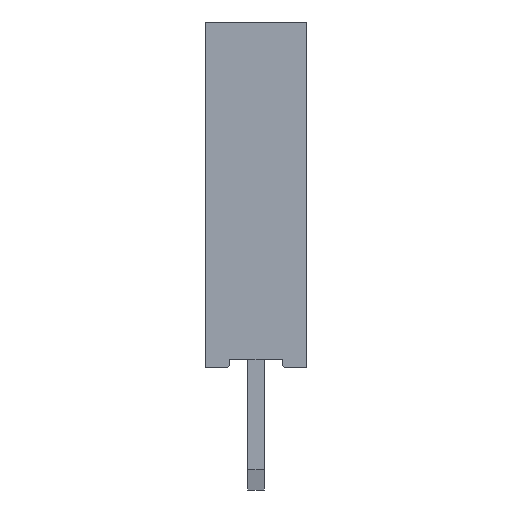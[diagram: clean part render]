
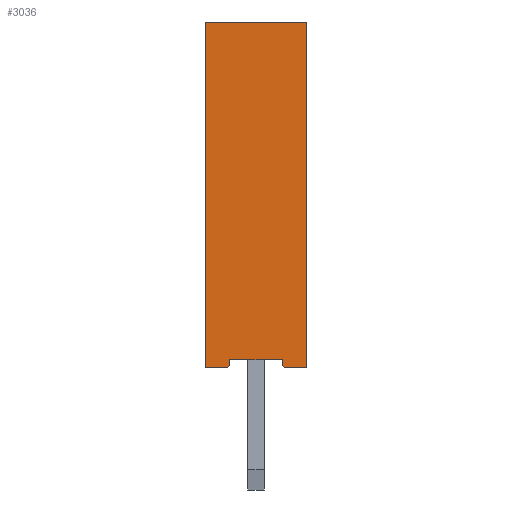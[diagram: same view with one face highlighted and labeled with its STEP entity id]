
A CAD part, front view. The second image highlights one B-rep face of the part: STEP entity #3036.
In plain terms, the highlighted planar face has unit normal (0, -1, 0).
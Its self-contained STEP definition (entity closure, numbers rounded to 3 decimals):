
#1032 = VERTEX_POINT('',#1033);
#1033 = CARTESIAN_POINT('',(-1.25,-64.77,0.));
#1039 = EDGE_CURVE('',#1040,#1032,#1042,.T.);
#1040 = VERTEX_POINT('',#1041);
#1041 = CARTESIAN_POINT('',(-0.75,-64.77,0.));
#1042 = LINE('',#1043,#1044);
#1043 = CARTESIAN_POINT('',(1.25,-64.77,0.));
#1044 = VECTOR('',#1045,1.);
#1045 = DIRECTION('',(-1.,0.,0.));
#1063 = EDGE_CURVE('',#1064,#1040,#1066,.T.);
#1064 = VERTEX_POINT('',#1065);
#1065 = CARTESIAN_POINT('',(-0.65,-64.77,0.1));
#1066 = CIRCLE('',#1067,0.1);
#1067 = AXIS2_PLACEMENT_3D('',#1068,#1069,#1070);
#1068 = CARTESIAN_POINT('',(-0.75,-64.77,0.1));
#1069 = DIRECTION('',(-0.,1.,0.));
#1070 = DIRECTION('',(1.,0.,0.));
#1088 = VERTEX_POINT('',#1089);
#1089 = CARTESIAN_POINT('',(-0.65,-64.77,0.2));
#1095 = EDGE_CURVE('',#1064,#1088,#1096,.T.);
#1096 = LINE('',#1097,#1098);
#1097 = CARTESIAN_POINT('',(-0.65,-64.77,0.1));
#1098 = VECTOR('',#1099,1.);
#1099 = DIRECTION('',(0.,0.,1.));
#1112 = VERTEX_POINT('',#1113);
#1113 = CARTESIAN_POINT('',(0.65,-64.77,0.2));
#1119 = EDGE_CURVE('',#1088,#1112,#1120,.T.);
#1120 = LINE('',#1121,#1122);
#1121 = CARTESIAN_POINT('',(0.95,-64.77,0.2));
#1122 = VECTOR('',#1123,1.);
#1123 = DIRECTION('',(1.,0.,0.));
#2020 = VERTEX_POINT('',#2021);
#2021 = CARTESIAN_POINT('',(0.65,-64.77,0.1));
#2027 = EDGE_CURVE('',#1112,#2020,#2028,.T.);
#2028 = LINE('',#2029,#2030);
#2029 = CARTESIAN_POINT('',(0.65,-64.77,0.05));
#2030 = VECTOR('',#2031,1.);
#2031 = DIRECTION('',(-0.,-0.,-1.));
#2044 = EDGE_CURVE('',#2045,#2020,#2047,.T.);
#2045 = VERTEX_POINT('',#2046);
#2046 = CARTESIAN_POINT('',(0.75,-64.77,0.));
#2047 = CIRCLE('',#2048,0.1);
#2048 = AXIS2_PLACEMENT_3D('',#2049,#2050,#2051);
#2049 = CARTESIAN_POINT('',(0.75,-64.77,0.1));
#2050 = DIRECTION('',(-0.,1.,0.));
#2051 = DIRECTION('',(1.,0.,0.));
#2069 = EDGE_CURVE('',#2070,#2045,#2072,.T.);
#2070 = VERTEX_POINT('',#2071);
#2071 = CARTESIAN_POINT('',(1.25,-64.77,0.));
#2072 = LINE('',#2073,#2074);
#2073 = CARTESIAN_POINT('',(1.25,-64.77,0.));
#2074 = VECTOR('',#2075,1.);
#2075 = DIRECTION('',(-1.,0.,0.));
#2093 = VERTEX_POINT('',#2094);
#2094 = CARTESIAN_POINT('',(1.25,-64.77,8.5));
#2100 = EDGE_CURVE('',#2070,#2093,#2101,.T.);
#2101 = LINE('',#2102,#2103);
#2102 = CARTESIAN_POINT('',(1.25,-64.77,0.));
#2103 = VECTOR('',#2104,1.);
#2104 = DIRECTION('',(0.,0.,1.));
#2117 = VERTEX_POINT('',#2118);
#2118 = CARTESIAN_POINT('',(-1.25,-64.77,8.5));
#2124 = EDGE_CURVE('',#2093,#2117,#2125,.T.);
#2125 = LINE('',#2126,#2127);
#2126 = CARTESIAN_POINT('',(1.25,-64.77,8.5));
#2127 = VECTOR('',#2128,1.);
#2128 = DIRECTION('',(-1.,0.,0.));
#3023 = EDGE_CURVE('',#1032,#2117,#3024,.T.);
#3024 = LINE('',#3025,#3026);
#3025 = CARTESIAN_POINT('',(-1.25,-64.77,0.));
#3026 = VECTOR('',#3027,1.);
#3027 = DIRECTION('',(0.,0.,1.));
#3036 = ADVANCED_FACE('',(#3037),#3049,.T.);
#3037 = FACE_BOUND('',#3038,.T.);
#3038 = EDGE_LOOP('',(#3039,#3040,#3041,#3042,#3043,#3044,#3045,#3046,
    #3047,#3048));
#3039 = ORIENTED_EDGE('',*,*,#2069,.F.);
#3040 = ORIENTED_EDGE('',*,*,#2100,.T.);
#3041 = ORIENTED_EDGE('',*,*,#2124,.T.);
#3042 = ORIENTED_EDGE('',*,*,#3023,.F.);
#3043 = ORIENTED_EDGE('',*,*,#1039,.F.);
#3044 = ORIENTED_EDGE('',*,*,#1063,.F.);
#3045 = ORIENTED_EDGE('',*,*,#1095,.T.);
#3046 = ORIENTED_EDGE('',*,*,#1119,.T.);
#3047 = ORIENTED_EDGE('',*,*,#2027,.T.);
#3048 = ORIENTED_EDGE('',*,*,#2044,.F.);
#3049 = PLANE('',#3050);
#3050 = AXIS2_PLACEMENT_3D('',#3051,#3052,#3053);
#3051 = CARTESIAN_POINT('',(1.25,-64.77,0.));
#3052 = DIRECTION('',(0.,-1.,0.));
#3053 = DIRECTION('',(-1.,0.,0.));
